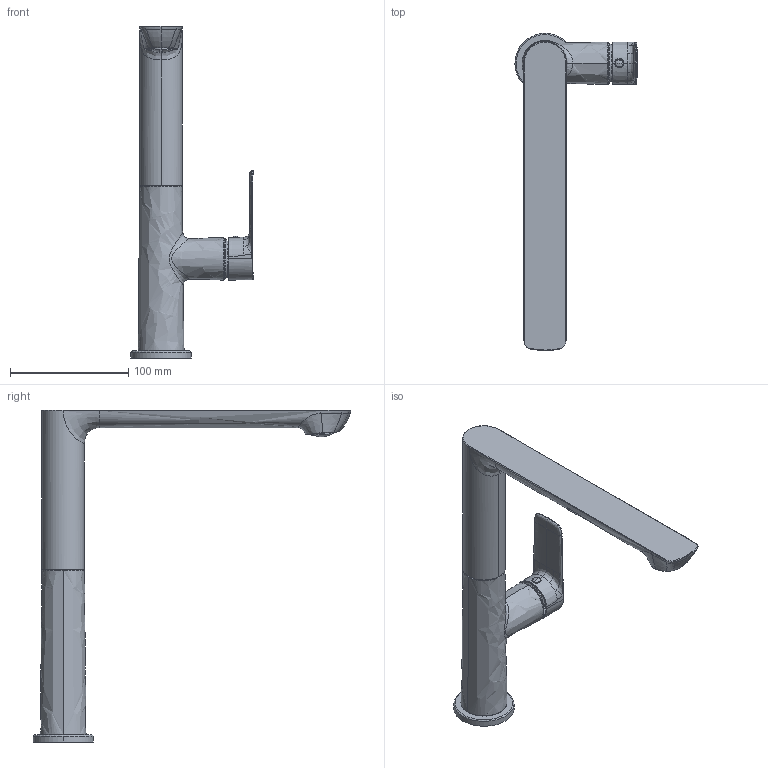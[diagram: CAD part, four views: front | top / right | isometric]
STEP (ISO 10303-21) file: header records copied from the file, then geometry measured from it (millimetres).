
FILE_DESCRIPTION(/* description */ (''),/* implementation_level */ '2;1');
FILE_NAME(/* name */ 'STEP - 9L248400CP_9512350',/* time_stamp */ '2024-07-17T14:13:06+10:00',/* author */ (''),/* organization */ (''),/* preprocessor_version */ 'ST-DEVELOPER v16.5',/* originating_system */ 'Rhino 7.23',/* authorisation */ '');
FILE_SCHEMA (('AUTOMOTIVE_DESIGN'));
Products named in the file (21): Document; 9L248400CP_ASM; 5L0124600CP0; 5T0F0149NT; 5T0F0004NT; 5C0118300CP0A0_ASM; 5C0118300CP0; 5T0C0171NT; 5D8005302PL0; 5E0M0114PL; 5R4R0040PL; 5P0P0001PL; 5P0P0003PL; 5B0091500CP1_ASM; 5B0091600NT1; 5J0518700NT1; 5M0P0007PL; 5L0029700CP0; 5A0093500CP1A0_ASM; 5A0093500CP1; 5N0105200CP0
Assembly tree (21 placements, depth 4):
  Document
    9L248400CP_ASM
      5L0124600CP0
      5T0F0149NT
      5T0F0004NT
      5C0118300CP0A0_ASM
        5C0118300CP0
      5T0C0171NT
      5D8005302PL0
      5E0M0114PL
      5R4R0040PL  x2
      5P0P0001PL
      5P0P0003PL
      5B0091500CP1_ASM
        5B0091600NT1
        5J0518700NT1
      5M0P0007PL
      5L0029700CP0
      5A0093500CP1A0_ASM
        5A0093500CP1
      5N0105200CP0
Bounding box: 103.5 x 269.28 x 281.3 mm (x, y, z)
Volume: 224235.5 mm3; surface area: 148474.1 mm2
Topology: 18 solids, 18 shells, 5113 faces, 14283 edges, 9224 vertices
Faces by surface type: plane 3398, bspline 1116, cylinder 599
Entity records: 215203 total; most frequent: CARTESIAN_POINT 121713, ORIENTED_EDGE 28390, EDGE_CURVE 14195, B_SPLINE_CURVE_WITH_KNOTS 11939, VERTEX_POINT 9220, EDGE_LOOP 5816, ADVANCED_FACE 5109, FACE_OUTER_BOUND 5109
